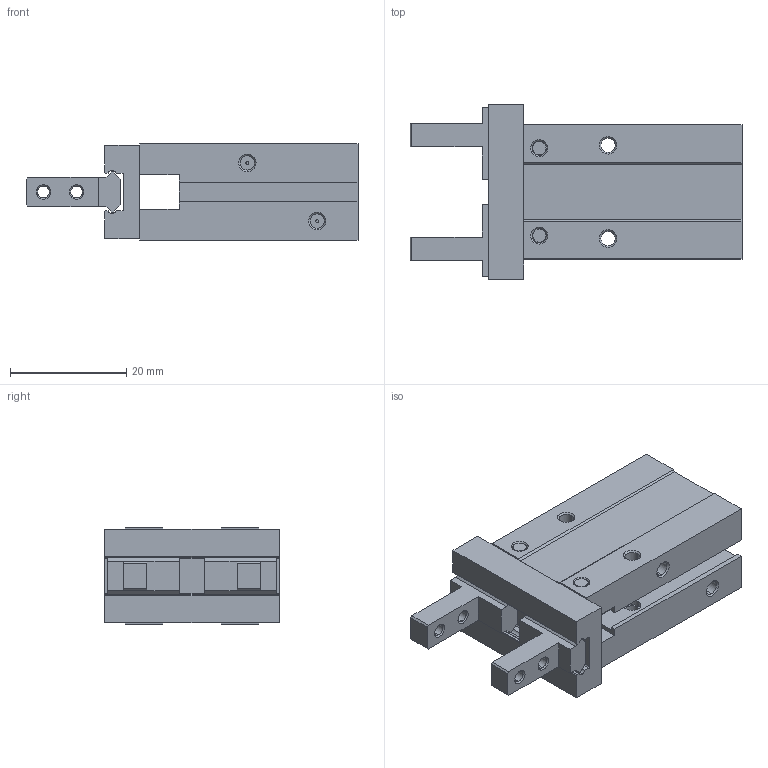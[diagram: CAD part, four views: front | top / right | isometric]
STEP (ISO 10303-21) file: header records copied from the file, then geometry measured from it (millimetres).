
FILE_DESCRIPTION (( 'STEP AP203' ), '1' );
FILE_NAME ('KP10MD-M.step', '2017-07-18T20:16:56', ( '' ), ( '' ), 'SwSTEP 2.0', 'SolidWorks 2017', '' );
FILE_SCHEMA (( 'CONFIG_CONTROL_DESIGN' ));
Length unit declared in the file: millimetre
Products named in the file (4): KP10MD-M-1; KP10MD-M-2; KP10MD-M-3; KP10MD-M
Assembly tree (3 placements, depth 2):
  KP10MD-M
    KP10MD-M-1
    KP10MD-M-2
    KP10MD-M-3
Bounding box: 57 x 30 x 16.5 mm (x, y, z)
Volume: 14341.1 mm3; surface area: 7450.3 mm2
Topology: 3 solids, 3 shells, 228 faces, 556 edges, 350 vertices
Faces by surface type: plane 110, cone 62, cylinder 56
Entity records: 7202 total; most frequent: CARTESIAN_POINT 1458, ORIENTED_EDGE 1112, DIRECTION 1100, EDGE_CURVE 556, AXIS2_PLACEMENT_3D 416, VERTEX_POINT 350, VECTOR 268, LINE 268
